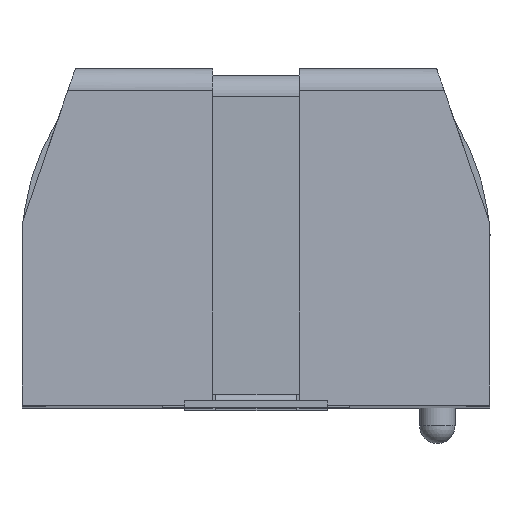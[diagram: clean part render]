
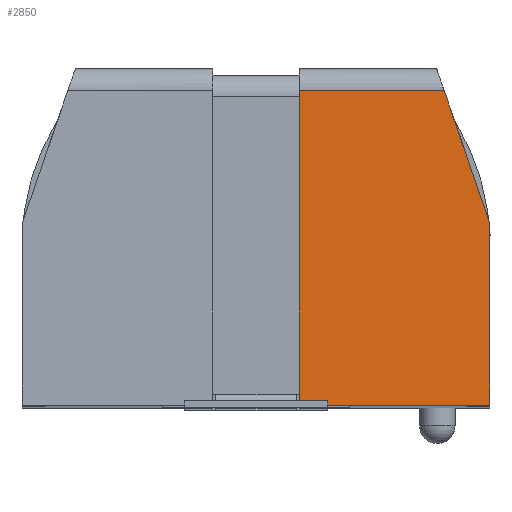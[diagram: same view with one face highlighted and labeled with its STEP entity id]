
A CAD part, top view. The second image highlights one B-rep face of the part: STEP entity #2850.
In plain terms, the highlighted planar face has unit normal (0, 0.018, 1).
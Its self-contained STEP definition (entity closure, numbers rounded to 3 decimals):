
#170=FACE_OUTER_BOUND('',#326,.T.);
#326=EDGE_LOOP('',(#2136,#2137,#2138,#2139,#2140));
#519=LINE('',#4175,#872);
#587=LINE('',#4361,#940);
#591=LINE('',#4370,#944);
#592=LINE('',#4372,#945);
#593=LINE('',#4373,#946);
#872=VECTOR('',#3364,1000.);
#940=VECTOR('',#3490,1000.);
#944=VECTOR('',#3498,1000.);
#945=VECTOR('',#3499,1000.);
#946=VECTOR('',#3500,1000.);
#1207=VERTEX_POINT('',#4172);
#1208=VERTEX_POINT('',#4174);
#1277=VERTEX_POINT('',#4359);
#1280=VERTEX_POINT('',#4369);
#1281=VERTEX_POINT('',#4371);
#1513=EDGE_CURVE('',#1208,#1207,#519,.T.);
#1598=EDGE_CURVE('',#1207,#1277,#587,.T.);
#1602=EDGE_CURVE('',#1277,#1280,#591,.T.);
#1603=EDGE_CURVE('',#1280,#1281,#592,.T.);
#1604=EDGE_CURVE('',#1281,#1208,#593,.T.);
#2136=ORIENTED_EDGE('',*,*,#1513,.T.);
#2137=ORIENTED_EDGE('',*,*,#1598,.T.);
#2138=ORIENTED_EDGE('',*,*,#1602,.T.);
#2139=ORIENTED_EDGE('',*,*,#1603,.T.);
#2140=ORIENTED_EDGE('',*,*,#1604,.T.);
#2718=PLANE('',#3045);
#2850=ADVANCED_FACE('',(#170),#2718,.T.);
#3045=AXIS2_PLACEMENT_3D('',#4368,#3496,#3497);
#3364=DIRECTION('',(1.,0.,0.));
#3490=DIRECTION('',(0.,1.,-0.017));
#3496=DIRECTION('center_axis',(0.,0.017,1.));
#3497=DIRECTION('ref_axis',(0.,-1.,0.017));
#3498=DIRECTION('',(-0.326,0.945,-0.017));
#3499=DIRECTION('',(-1.,0.,0.));
#3500=DIRECTION('',(0.,-1.,0.017));
#4172=CARTESIAN_POINT('',(10.325,0.,38.527));
#4174=CARTESIAN_POINT('',(1.905,0.,38.527));
#4175=CARTESIAN_POINT('',(0.,0.,38.527));
#4359=CARTESIAN_POINT('',(10.325,8.001,38.387));
#4361=CARTESIAN_POINT('',(10.325,0.,38.527));
#4368=CARTESIAN_POINT('Origin',(114.338,0.,38.527));
#4369=CARTESIAN_POINT('',(8.307,13.861,38.285));
#4370=CARTESIAN_POINT('',(10.325,8.001,38.387));
#4371=CARTESIAN_POINT('',(1.905,13.861,38.285));
#4372=CARTESIAN_POINT('',(114.338,13.861,38.285));
#4373=CARTESIAN_POINT('',(1.905,0.,38.527));
